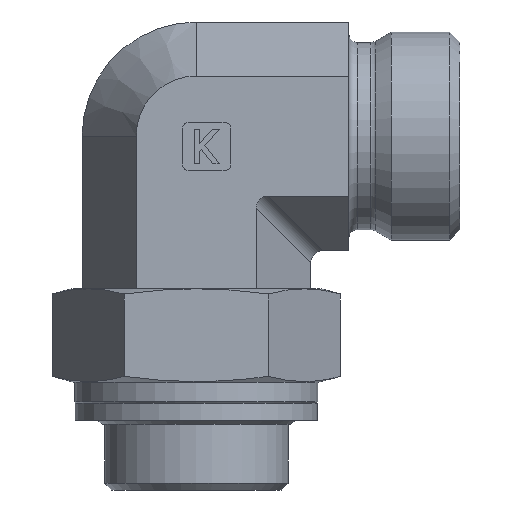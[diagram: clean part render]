
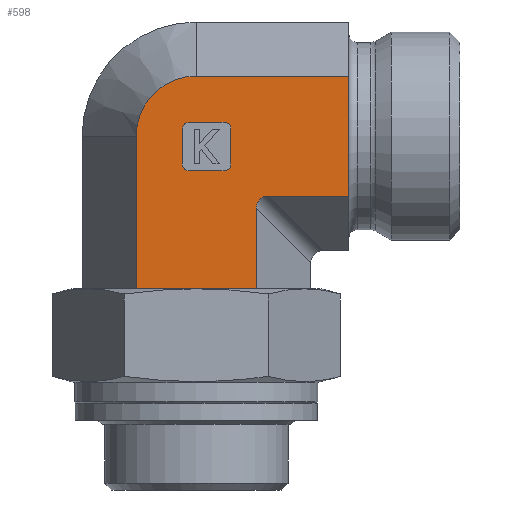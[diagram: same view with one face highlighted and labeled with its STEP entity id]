
A CAD part, left-side view. The second image highlights one B-rep face of the part: STEP entity #598.
In plain terms, the highlighted planar face has unit normal (-1, 0, 0).
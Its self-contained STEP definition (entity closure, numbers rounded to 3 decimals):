
#388=CARTESIAN_POINT('',(-15.0,-8.66,3.));
#389=VERTEX_POINT('',#388);
#396=CARTESIAN_POINT('',(-15.0,8.66,3.));
#397=VERTEX_POINT('',#396);
#398=CARTESIAN_POINT('',(-15.0,8.66,3.));
#399=DIRECTION('',(0.0,-1.0,0.0));
#400=VECTOR('',#399,17.321);
#401=LINE('',#398,#400);
#402=EDGE_CURVE('',#397,#389,#401,.T.);
#446=CARTESIAN_POINT('',(-15.0,8.66,25.0));
#447=VERTEX_POINT('',#446);
#448=CARTESIAN_POINT('',(-15.0,8.66,3.));
#449=DIRECTION('',(0.0,0.0,1.0));
#450=VECTOR('',#449,22.);
#451=LINE('',#448,#450);
#452=EDGE_CURVE('',#397,#447,#451,.T.);
#471=CARTESIAN_POINT('',(-15.0,-8.66,0.0));
#472=DIRECTION('',(-1.0,0.0,0.0));
#473=DIRECTION('',(0.0,0.0,1.0));
#474=AXIS2_PLACEMENT_3D('',#471,#472,#473);
#475=PLANE('',#474);
#476=ORIENTED_EDGE('',*,*,#402,.T.);
#477=CARTESIAN_POINT('',(-15.0,-8.66,14.608));
#478=VERTEX_POINT('',#477);
#479=CARTESIAN_POINT('',(-15.0,-8.66,3.));
#480=DIRECTION('',(0.0,0.0,1.0));
#481=VECTOR('',#480,11.608);
#482=LINE('',#479,#481);
#483=EDGE_CURVE('',#389,#478,#482,.T.);
#484=ORIENTED_EDGE('',*,*,#483,.T.);
#485=CARTESIAN_POINT('',(-15.,-10.392,16.34));
#486=VERTEX_POINT('',#485);
#487=CARTESIAN_POINT('',(-15.0,-10.97,14.03));
#488=DIRECTION('',(-1.0,0.0,0.0));
#489=DIRECTION('',(0.0,0.707,0.707));
#490=AXIS2_PLACEMENT_3D('',#487,#488,#489);
#491=ELLIPSE('',#490,2.582,2.0);
#492=EDGE_CURVE('',#486,#478,#491,.T.);
#493=ORIENTED_EDGE('',*,*,#492,.F.);
#494=CARTESIAN_POINT('',(-15.,-22.,16.34));
#495=VERTEX_POINT('',#494);
#496=CARTESIAN_POINT('',(-15.,-10.392,16.34));
#497=DIRECTION('',(0.0,-1.0,0.0));
#498=VECTOR('',#497,11.608);
#499=LINE('',#496,#498);
#500=EDGE_CURVE('',#486,#495,#499,.T.);
#501=ORIENTED_EDGE('',*,*,#500,.T.);
#502=CARTESIAN_POINT('',(-15.,-22.,33.66));
#503=VERTEX_POINT('',#502);
#504=CARTESIAN_POINT('',(-15.,-22.,16.34));
#505=DIRECTION('',(0.0,0.0,1.0));
#506=VECTOR('',#505,17.321);
#507=LINE('',#504,#506);
#508=EDGE_CURVE('',#495,#503,#507,.T.);
#509=ORIENTED_EDGE('',*,*,#508,.T.);
#510=CARTESIAN_POINT('',(-15.,0.,33.66));
#511=VERTEX_POINT('',#510);
#512=CARTESIAN_POINT('',(-15.,0.,33.66));
#513=DIRECTION('',(0.0,-1.0,0.0));
#514=VECTOR('',#513,22.0);
#515=LINE('',#512,#514);
#516=EDGE_CURVE('',#511,#503,#515,.T.);
#517=ORIENTED_EDGE('',*,*,#516,.F.);
#518=CARTESIAN_POINT('',(-15.,0.,25.0));
#519=DIRECTION('',(-1.0,0.0,0.0));
#520=DIRECTION('',(0.0,0.0,1.0));
#521=AXIS2_PLACEMENT_3D('',#518,#519,#520);
#522=CIRCLE('',#521,8.66);
#523=EDGE_CURVE('',#511,#447,#522,.T.);
#524=ORIENTED_EDGE('',*,*,#523,.T.);
#525=ORIENTED_EDGE('',*,*,#452,.F.);
#526=EDGE_LOOP('',(#476,#484,#493,#501,#509,#517,#524,#525));
#527=FACE_OUTER_BOUND('',#526,.T.);
#528=CARTESIAN_POINT('',(-15.0,-4.,20.));
#529=VERTEX_POINT('',#528);
#530=CARTESIAN_POINT('',(-15.0,1.0,20.));
#531=VERTEX_POINT('',#530);
#532=CARTESIAN_POINT('',(-15.0,-4.,20.));
#533=DIRECTION('',(0.0,1.0,0.0));
#534=VECTOR('',#533,5.);
#535=LINE('',#532,#534);
#536=EDGE_CURVE('',#529,#531,#535,.T.);
#537=ORIENTED_EDGE('',*,*,#536,.T.);
#538=CARTESIAN_POINT('',(-15.0,2.0,21.));
#539=VERTEX_POINT('',#538);
#540=CARTESIAN_POINT('',(-15.0,1.0,21.));
#541=DIRECTION('',(-1.0,0.0,0.0));
#542=DIRECTION('',(0.0,0.707,-0.707));
#543=AXIS2_PLACEMENT_3D('',#540,#541,#542);
#544=CIRCLE('',#543,1.0);
#545=EDGE_CURVE('',#539,#531,#544,.T.);
#546=ORIENTED_EDGE('',*,*,#545,.F.);
#547=CARTESIAN_POINT('',(-15.0,2.0,26.));
#548=VERTEX_POINT('',#547);
#549=CARTESIAN_POINT('',(-15.0,2.0,21.));
#550=DIRECTION('',(0.0,0.0,1.0));
#551=VECTOR('',#550,5.0);
#552=LINE('',#549,#551);
#553=EDGE_CURVE('',#539,#548,#552,.T.);
#554=ORIENTED_EDGE('',*,*,#553,.T.);
#555=CARTESIAN_POINT('',(-15.0,1.0,27.));
#556=VERTEX_POINT('',#555);
#557=CARTESIAN_POINT('',(-15.0,1.0,26.));
#558=DIRECTION('',(-1.0,0.0,0.0));
#559=DIRECTION('',(0.0,0.707,0.707));
#560=AXIS2_PLACEMENT_3D('',#557,#558,#559);
#561=CIRCLE('',#560,1.0);
#562=EDGE_CURVE('',#556,#548,#561,.T.);
#563=ORIENTED_EDGE('',*,*,#562,.F.);
#564=CARTESIAN_POINT('',(-15.0,-4.,27.));
#565=VERTEX_POINT('',#564);
#566=CARTESIAN_POINT('',(-15.0,1.0,27.));
#567=DIRECTION('',(0.0,-1.0,0.0));
#568=VECTOR('',#567,5.0);
#569=LINE('',#566,#568);
#570=EDGE_CURVE('',#556,#565,#569,.T.);
#571=ORIENTED_EDGE('',*,*,#570,.T.);
#572=CARTESIAN_POINT('',(-15.0,-5.,26.));
#573=VERTEX_POINT('',#572);
#574=CARTESIAN_POINT('',(-15.0,-4.,26.));
#575=DIRECTION('',(-1.0,0.0,0.0));
#576=DIRECTION('',(0.0,-0.707,0.707));
#577=AXIS2_PLACEMENT_3D('',#574,#575,#576);
#578=CIRCLE('',#577,1.0);
#579=EDGE_CURVE('',#573,#565,#578,.T.);
#580=ORIENTED_EDGE('',*,*,#579,.F.);
#581=CARTESIAN_POINT('',(-15.0,-5.,21.));
#582=VERTEX_POINT('',#581);
#583=CARTESIAN_POINT('',(-15.0,-5.,26.));
#584=DIRECTION('',(0.0,0.0,-1.0));
#585=VECTOR('',#584,5.);
#586=LINE('',#583,#585);
#587=EDGE_CURVE('',#573,#582,#586,.T.);
#588=ORIENTED_EDGE('',*,*,#587,.T.);
#589=CARTESIAN_POINT('',(-15.0,-4.,21.));
#590=DIRECTION('',(-1.0,0.0,0.0));
#591=DIRECTION('',(0.0,-0.707,-0.707));
#592=AXIS2_PLACEMENT_3D('',#589,#590,#591);
#593=CIRCLE('',#592,1.0);
#594=EDGE_CURVE('',#529,#582,#593,.T.);
#595=ORIENTED_EDGE('',*,*,#594,.F.);
#596=EDGE_LOOP('',(#537,#546,#554,#563,#571,#580,#588,#595));
#597=FACE_BOUND('',#596,.T.);
#598=ADVANCED_FACE('',(#527,#597),#475,.T.);
